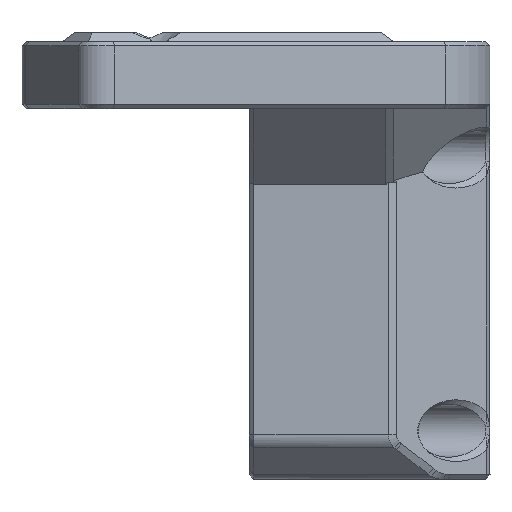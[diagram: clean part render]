
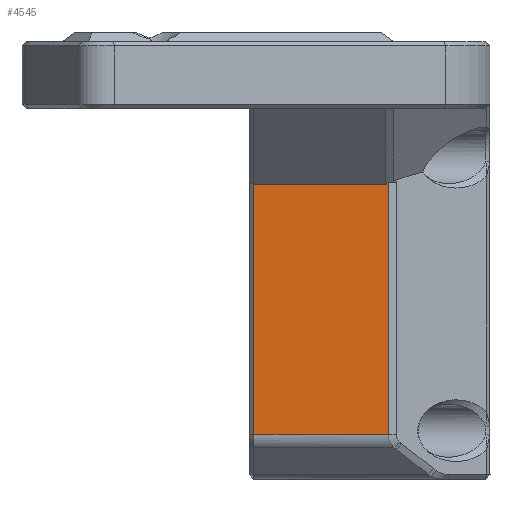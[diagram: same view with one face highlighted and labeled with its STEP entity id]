
A CAD part, left-side view. The second image highlights one B-rep face of the part: STEP entity #4545.
In plain terms, the highlighted planar face has unit normal (-1, 0, 0).
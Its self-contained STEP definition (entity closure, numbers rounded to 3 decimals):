
#277=FACE_OUTER_BOUND('',#550,.T.);
#550=EDGE_LOOP('',(#3356,#3357,#3358,#3359,#3360));
#1065=LINE('',#7093,#1534);
#1082=LINE('',#7163,#1551);
#1102=LINE('',#7217,#1571);
#1103=LINE('',#7220,#1572);
#1104=LINE('',#7221,#1573);
#1534=VECTOR('',#5538,10.);
#1551=VECTOR('',#5565,10.);
#1571=VECTOR('',#5621,10.);
#1572=VECTOR('',#5624,10.);
#1573=VECTOR('',#5625,10.);
#1995=VERTEX_POINT('',#7090);
#1996=VERTEX_POINT('',#7092);
#2011=VERTEX_POINT('',#7150);
#2016=VERTEX_POINT('',#7161);
#2033=VERTEX_POINT('',#7219);
#2473=EDGE_CURVE('',#1995,#1996,#1065,.F.);
#2496=EDGE_CURVE('',#2016,#2011,#1082,.T.);
#2524=EDGE_CURVE('',#2011,#1995,#1102,.T.);
#2525=EDGE_CURVE('',#2033,#2016,#1103,.T.);
#2526=EDGE_CURVE('',#1996,#2033,#1104,.T.);
#3356=ORIENTED_EDGE('',*,*,#2496,.F.);
#3357=ORIENTED_EDGE('',*,*,#2525,.F.);
#3358=ORIENTED_EDGE('',*,*,#2526,.F.);
#3359=ORIENTED_EDGE('',*,*,#2473,.F.);
#3360=ORIENTED_EDGE('',*,*,#2524,.F.);
#4329=PLANE('',#4882);
#4545=ADVANCED_FACE('',(#277),#4329,.F.);
#4882=AXIS2_PLACEMENT_3D('',#7218,#5622,#5623);
#5538=DIRECTION('',(0.,0.757,-0.653));
#5565=DIRECTION('',(0.,0.,1.));
#5621=DIRECTION('',(0.,-1.,0.));
#5622=DIRECTION('center_axis',(1.,0.,0.));
#5623=DIRECTION('ref_axis',(0.,0.,-1.));
#5624=DIRECTION('',(0.,1.,0.));
#5625=DIRECTION('',(0.,0.,-1.));
#7090=CARTESIAN_POINT('',(-70.684,-4.321,-74.562));
#7092=CARTESIAN_POINT('',(-70.684,-4.5,-74.407));
#7093=CARTESIAN_POINT('',(-70.684,-16.722,-63.868));
#7150=CARTESIAN_POINT('',(-70.684,10.754,-74.562));
#7161=CARTESIAN_POINT('',(-70.684,10.754,-102.959));
#7163=CARTESIAN_POINT('',(-70.684,10.754,-68.166));
#7217=CARTESIAN_POINT('',(-70.684,-27.762,-74.562));
#7218=CARTESIAN_POINT('Origin',(-70.684,-42.907,-70.355));
#7219=CARTESIAN_POINT('',(-70.684,-4.5,-102.959));
#7220=CARTESIAN_POINT('',(-70.684,-30.454,-102.959));
#7221=CARTESIAN_POINT('',(-70.684,-4.5,-68.04));
